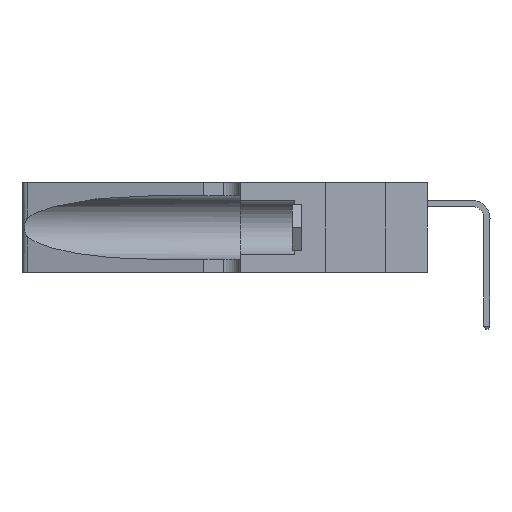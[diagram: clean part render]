
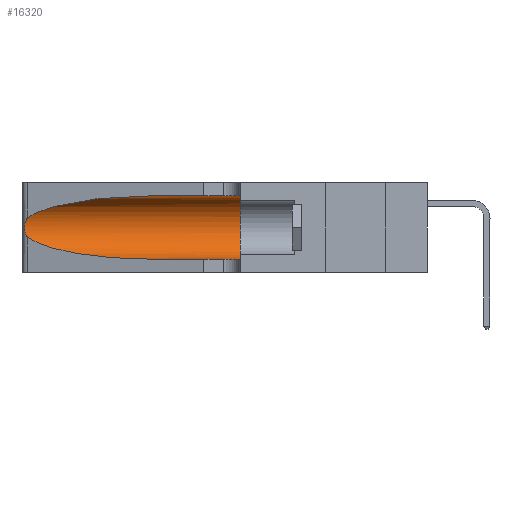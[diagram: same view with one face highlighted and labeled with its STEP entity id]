
A CAD part, left-side view. The second image highlights one B-rep face of the part: STEP entity #16320.
In plain terms, the highlighted cylindrical face has radius 3.308 mm (diameter 6.617 mm), a partial arc.
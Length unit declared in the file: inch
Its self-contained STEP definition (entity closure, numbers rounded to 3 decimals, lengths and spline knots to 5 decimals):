
#337 = EDGE_CURVE ( 'NONE', #9526, #19348, #12852, .T. ) ;
#977 = CARTESIAN_POINT ( 'NONE',  ( 0.25487, 1.22718, 0.14631 ) ) ;
#1273 = CARTESIAN_POINT ( 'NONE',  ( 0.25856, 1.23593, 0.16098 ) ) ;
#3272 = CARTESIAN_POINT ( 'NONE',  ( 0.25487, 1.22718, 0.22369 ) ) ;
#3283 = CARTESIAN_POINT ( 'NONE',  ( 0.1305, 1.61858, 0.185 ) ) ;
#3362 = CARTESIAN_POINT ( 'NONE',  ( 0.25639, 1.23186, 0.15144 ) ) ;
#4072 = CARTESIAN_POINT ( 'NONE',  ( 0.1305, 0.35, 0.05475 ) ) ;
#4123 = EDGE_LOOP ( 'NONE', ( #6774, #20893, #7158, #11678, #4663, #10437 ) ) ;
#4663 = ORIENTED_EDGE ( 'NONE', *, *, #5190, .F. ) ;
#4969 = CARTESIAN_POINT ( 'NONE',  ( 0.1305, 0.35, 0.31525 ) ) ;
#5048 = AXIS2_PLACEMENT_3D ( 'NONE', #19567, #7588, #21580 ) ;
#5105 = CARTESIAN_POINT ( 'NONE',  ( 0.1305, 0.72297, 0.05475 ) ) ;
#5190 = EDGE_CURVE ( 'NONE', #25441, #9281, #18892, .T. ) ;
#5397 = CARTESIAN_POINT ( 'NONE',  ( 0.25487, 1.22718, 0.14631 ) ) ;
#6591 = VERTEX_POINT ( 'NONE', #24184 ) ;
#6655 = CARTESIAN_POINT ( 'NONE',  ( 0.25487, 1.22718, 0.22369 ) ) ;
#6774 = ORIENTED_EDGE ( 'NONE', *, *, #337, .T. ) ;
#6924 = EDGE_CURVE ( 'NONE', #19348, #14269, #13390, .T. ) ;
#7158 = ORIENTED_EDGE ( 'NONE', *, *, #7748, .T. ) ;
#7327 = CARTESIAN_POINT ( 'NONE',  ( 0.25639, 1.23184, 0.21858 ) ) ;
#7588 = DIRECTION ( 'NONE',  ( 0., 1., 0. ) ) ;
#7748 = EDGE_CURVE ( 'NONE', #14269, #6591, #15583, .T. ) ;
#8234 = CARTESIAN_POINT ( 'NONE',  ( 0.25487, 1.22718, 0.14631 ) ) ;
#9281 = VERTEX_POINT ( 'NONE', #4072 ) ;
#9364 = CARTESIAN_POINT ( 'NONE',  ( 0.25854, 1.2359, 0.20912 ) ) ;
#9505 = EDGE_CURVE ( 'NONE', #9526, #25441, #16159, .T. ) ;
#9526 = VERTEX_POINT ( 'NONE', #16733 ) ;
#10437 = ORIENTED_EDGE ( 'NONE', *, *, #9505, .F. ) ;
#11458 = CARTESIAN_POINT ( 'NONE',  ( 0.26075, 1.23896, 0.19203 ) ) ;
#11464 = DIRECTION ( 'NONE',  ( 0., -1., 0. ) ) ;
#11678 = ORIENTED_EDGE ( 'NONE', *, *, #18223, .T. ) ;
#11744 = CARTESIAN_POINT ( 'NONE',  ( 0.1305, 1.61858, 0.05475 ) ) ;
#11779 = AXIS2_PLACEMENT_3D ( 'NONE', #3283, #11464, #21330 ) ;
#12852 =( BOUNDED_CURVE ( )  B_SPLINE_CURVE ( 3, ( #16704, #16869, #14703, #20144 ),
 .UNSPECIFIED., .F., .T. ) 
 B_SPLINE_CURVE_WITH_KNOTS ( ( 4, 4 ),
 ( 1.5708, 2.84003 ),
 .UNSPECIFIED. ) 
 CURVE ( )  GEOMETRIC_REPRESENTATION_ITEM ( )  RATIONAL_B_SPLINE_CURVE ( ( 1., 0.87, 0.87, 1. ) ) 
 REPRESENTATION_ITEM ( '' )  );
#13183 = CARTESIAN_POINT ( 'NONE',  ( 0.2373, 1.15595, 0.08982 ) ) ;
#13390 = B_SPLINE_CURVE_WITH_KNOTS ( 'NONE', 3,
 ( #3272, #25171, #7327, #21324, #9364, #23329, #11458, #25264, #13461, #1273, #15483, #3362, #17426, #5397 ),
 .UNSPECIFIED., .F., .F.,
 ( 4, 2, 2, 2, 2, 2, 4 ),
 ( 0., 0.00027, 0.00053, 0.00107, 0.0016, 0.00187, 0.00214 ),
 .UNSPECIFIED. ) ;
#13461 = CARTESIAN_POINT ( 'NONE',  ( 0.26017, 1.23833, 0.17102 ) ) ;
#13733 = DIRECTION ( 'NONE',  ( 0., -1., 0. ) ) ;
#14132 = FACE_OUTER_BOUND ( 'NONE', #4123, .T. ) ;
#14269 = VERTEX_POINT ( 'NONE', #8234 ) ;
#14703 = CARTESIAN_POINT ( 'NONE',  ( 0.2373, 1.15595, 0.28018 ) ) ;
#15483 = CARTESIAN_POINT ( 'NONE',  ( 0.25789, 1.23486, 0.15765 ) ) ;
#15583 =( BOUNDED_CURVE ( )  B_SPLINE_CURVE ( 3, ( #977, #13183, #17141, #5105 ),
 .UNSPECIFIED., .F., .F. ) 
 B_SPLINE_CURVE_WITH_KNOTS ( ( 4, 4 ),
 ( 3.44316, 4.71239 ),
 .UNSPECIFIED. ) 
 CURVE ( )  GEOMETRIC_REPRESENTATION_ITEM ( )  RATIONAL_B_SPLINE_CURVE ( ( 1., 0.87, 0.87, 1. ) ) 
 REPRESENTATION_ITEM ( '' )  );
#16159 = LINE ( 'NONE', #16814, #22518 ) ;
#16320 = ADVANCED_FACE ( 'NONE', ( #14132 ), #24004, .F. ) ;
#16704 = CARTESIAN_POINT ( 'NONE',  ( 0.1305, 0.72297, 0.31525 ) ) ;
#16733 = CARTESIAN_POINT ( 'NONE',  ( 0.1305, 0.72297, 0.31525 ) ) ;
#16814 = CARTESIAN_POINT ( 'NONE',  ( 0.1305, 1.61858, 0.31525 ) ) ;
#16869 = CARTESIAN_POINT ( 'NONE',  ( 0.18966, 0.96281, 0.31525 ) ) ;
#17141 = CARTESIAN_POINT ( 'NONE',  ( 0.18966, 0.96281, 0.05475 ) ) ;
#17426 = CARTESIAN_POINT ( 'NONE',  ( 0.25555, 1.22993, 0.14849 ) ) ;
#18038 = VECTOR ( 'NONE', #13733, 39.37008 ) ;
#18223 = EDGE_CURVE ( 'NONE', #6591, #9281, #18647, .T. ) ;
#18647 = LINE ( 'NONE', #11744, #18038 ) ;
#18687 = DIRECTION ( 'NONE',  ( 0., -1., 0. ) ) ;
#18892 = CIRCLE ( 'NONE', #5048, 0.13025 ) ;
#19348 = VERTEX_POINT ( 'NONE', #6655 ) ;
#19567 = CARTESIAN_POINT ( 'NONE',  ( 0.1305, 0.35, 0.185 ) ) ;
#20144 = CARTESIAN_POINT ( 'NONE',  ( 0.25487, 1.22718, 0.22369 ) ) ;
#20893 = ORIENTED_EDGE ( 'NONE', *, *, #6924, .T. ) ;
#21324 = CARTESIAN_POINT ( 'NONE',  ( 0.25787, 1.23484, 0.2124 ) ) ;
#21330 = DIRECTION ( 'NONE',  ( 0., 0., -1. ) ) ;
#21580 = DIRECTION ( 'NONE',  ( 0., 0., 1. ) ) ;
#22518 = VECTOR ( 'NONE', #18687, 39.37008 ) ;
#23329 = CARTESIAN_POINT ( 'NONE',  ( 0.26018, 1.23835, 0.19895 ) ) ;
#24004 = CYLINDRICAL_SURFACE ( 'NONE', #11779, 0.13025 ) ;
#24184 = CARTESIAN_POINT ( 'NONE',  ( 0.1305, 0.72297, 0.05475 ) ) ;
#25171 = CARTESIAN_POINT ( 'NONE',  ( 0.25555, 1.22994, 0.2215 ) ) ;
#25264 = CARTESIAN_POINT ( 'NONE',  ( 0.26075, 1.23896, 0.178 ) ) ;
#25441 = VERTEX_POINT ( 'NONE', #4969 ) ;
